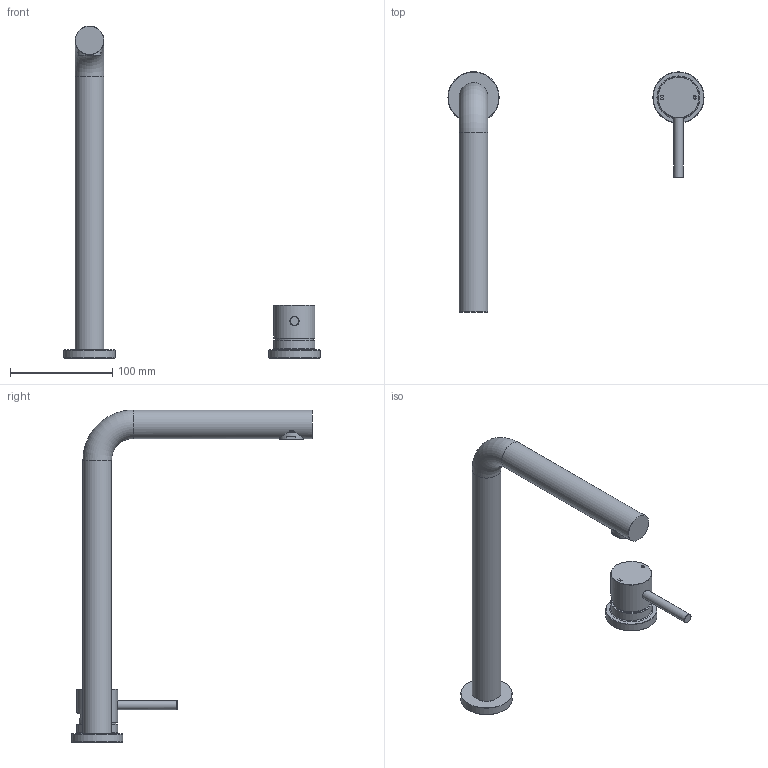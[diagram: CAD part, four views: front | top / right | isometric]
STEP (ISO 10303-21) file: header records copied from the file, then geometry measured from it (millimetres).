
FILE_DESCRIPTION(/* description */ ('Unknown'),/* implementation_level */ '2;1');
FILE_NAME(/* name */ 'FKM20',/* time_stamp */ '2017-05-22T16:25:56+02:00',/* author */ ('Unknown'),/* organization */ ('Unknown'),/* preprocessor_version */ 'ST-DEVELOPER v16.7',/* originating_system */ 'DEX',/* authorisation */ $);
FILE_SCHEMA (('AP203_CONFIGURATION_CONTROLLED_3D_DESIGN_OF_MECHANICAL_PARTS_AND_ASSEMBLIES_MIM_LF { 1 0 10303 203 3 1 4 }','AUTOMOTIVE_DESIGN {1 0 10303 214 3 1 1}'));
Length unit declared in the file: millimetre
Products named in the file (6): CB052-00; flangia bocca_oa_0; bocca girevole con doccia esterna e basetta; aeatore_24x1_oa_1; mantello; mix_oa_2
Assembly tree (5 placements, depth 3):
  CB052-00
    flangia bocca_oa_0
    bocca girevole con doccia esterna e basetta
    aeatore_24x1_oa_1
      mantello
    mix_oa_2
Bounding box: 250 x 235 x 324 mm (x, y, z)
Volume: 164492.7 mm3; surface area: 101990.1 mm2
Topology: 4 solids, 4 shells, 99 faces, 206 edges, 132 vertices
Faces by surface type: plane 47, cylinder 25, torus 15, cone 9, bspline 3
Full cylindrical faces by diameter (mm): 3.242 x1, 5 x1, 9 x1, 18.2 x1, 20 x1, 21 x1, 22 x2, 23 x2, 23.7 x2, 24 x2, 24.5 x1, 28 x2, 30 x1, 34 x1, 40 x2, 45 x2, 50 x2
Entity records: 3171 total; most frequent: CARTESIAN_POINT 814, DIRECTION 378, ORIENTED_EDGE 288, AXIS2_PLACEMENT_3D 176, EDGE_LOOP 174, FACE_BOUND 174, EDGE_CURVE 144, VERTEX_POINT 120
